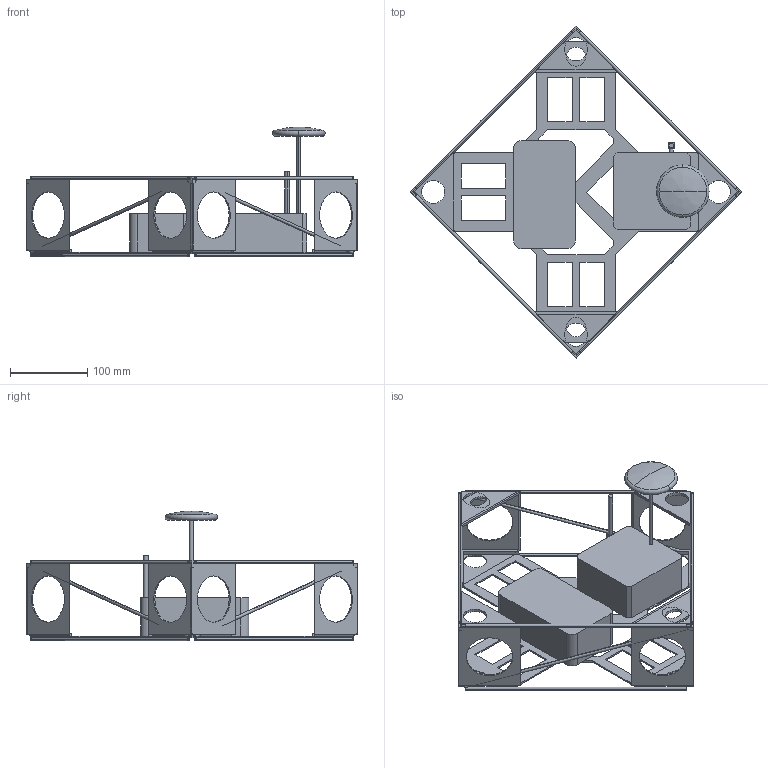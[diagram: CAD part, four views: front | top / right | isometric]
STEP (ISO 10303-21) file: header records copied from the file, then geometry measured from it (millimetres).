
FILE_DESCRIPTION (( 'STEP AP203' ), '1' );
FILE_NAME ('NavigatorModule.STEP', '2023-09-15T02:46:49', ( '' ), ( '' ), 'SwSTEP 2.0', 'SolidWorks 2018', '' );
FILE_SCHEMA (( 'CONFIG_CONTROL_DESIGN' ));
Length unit declared in the file: millimetre
Products named in the file (1): NavigatorModule
Bounding box: 429.92 x 429.92 x 167.88 mm (x, y, z)
Volume: 1314072.8 mm3; surface area: 356914.3 mm2
Topology: 27 solids, 27 shells, 372 faces, 938 edges, 599 vertices
Faces by surface type: plane 194, cylinder 126, sphere 48, bspline 2, torus 2
Entity records: 11883 total; most frequent: CARTESIAN_POINT 2718, ORIENTED_EDGE 1856, DIRECTION 1856, EDGE_CURVE 928, VECTOR 626, LINE 626, AXIS2_PLACEMENT_3D 615, VERTEX_POINT 599
